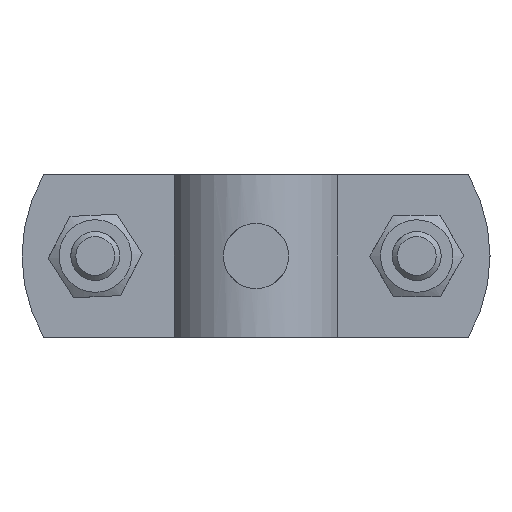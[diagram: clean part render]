
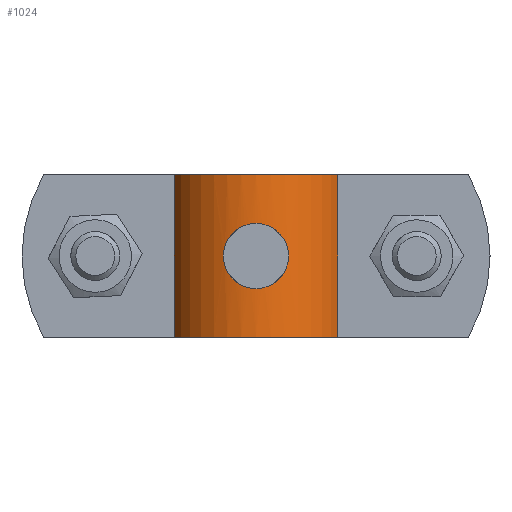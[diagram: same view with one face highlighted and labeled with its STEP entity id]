
A CAD part, front view. The second image highlights one B-rep face of the part: STEP entity #1024.
In plain terms, the highlighted cylindrical face has radius 11 mm (diameter 22 mm), a partial arc.
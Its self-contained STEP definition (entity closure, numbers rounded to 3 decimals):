
#588=CARTESIAN_POINT('',(4.,10.247,0.));
#589=VERTEX_POINT('',#588);
#590=CARTESIAN_POINT('',(4.,10.247,0.));
#591=CARTESIAN_POINT('',(4.,10.247,0.455));
#592=CARTESIAN_POINT('',(3.918,10.28,0.936));
#593=CARTESIAN_POINT('',(3.753,10.34,1.385));
#594=CARTESIAN_POINT('',(3.602,10.395,1.793));
#595=CARTESIAN_POINT('',(3.383,10.471,2.176));
#596=CARTESIAN_POINT('',(3.119,10.548,2.504));
#597=CARTESIAN_POINT('',(2.94,10.601,2.727));
#598=CARTESIAN_POINT('',(2.747,10.654,2.922));
#599=CARTESIAN_POINT('',(2.525,10.706,3.102));
#600=CARTESIAN_POINT('',(2.156,10.793,3.403));
#601=CARTESIAN_POINT('',(1.714,10.876,3.648));
#602=CARTESIAN_POINT('',(1.245,10.929,3.801));
#603=CARTESIAN_POINT('',(0.887,10.97,3.919));
#604=CARTESIAN_POINT('',(0.513,10.994,3.984));
#605=CARTESIAN_POINT('',(0.151,10.999,3.997));
#606=CARTESIAN_POINT('',(-0.037,11.002,4.004));
#607=CARTESIAN_POINT('',(-0.223,10.999,3.998));
#608=CARTESIAN_POINT('',(-0.413,10.992,3.979));
#609=CARTESIAN_POINT('',(-0.895,10.974,3.929));
#610=CARTESIAN_POINT('',(-1.384,10.922,3.785));
#611=CARTESIAN_POINT('',(-1.824,10.848,3.56));
#612=CARTESIAN_POINT('',(-2.157,10.792,3.389));
#613=CARTESIAN_POINT('',(-2.462,10.724,3.173));
#614=CARTESIAN_POINT('',(-2.722,10.658,2.931));
#615=CARTESIAN_POINT('',(-2.864,10.622,2.799));
#616=CARTESIAN_POINT('',(-2.994,10.586,2.66));
#617=CARTESIAN_POINT('',(-3.117,10.549,2.507));
#618=CARTESIAN_POINT('',(-3.422,10.459,2.128));
#619=CARTESIAN_POINT('',(-3.667,10.372,1.675));
#620=CARTESIAN_POINT('',(-3.817,10.316,1.195));
#621=CARTESIAN_POINT('',(-3.907,10.283,0.909));
#622=CARTESIAN_POINT('',(-3.963,10.261,0.614));
#623=CARTESIAN_POINT('',(-3.987,10.252,0.323));
#624=CARTESIAN_POINT('',(-4.008,10.244,0.064));
#625=CARTESIAN_POINT('',(-4.004,10.245,-0.189));
#626=CARTESIAN_POINT('',(-3.975,10.257,-0.448));
#627=CARTESIAN_POINT('',(-3.921,10.277,-0.922));
#628=CARTESIAN_POINT('',(-3.778,10.334,-1.4));
#629=CARTESIAN_POINT('',(-3.556,10.409,-1.831));
#630=CARTESIAN_POINT('',(-3.363,10.475,-2.207));
#631=CARTESIAN_POINT('',(-3.11,10.555,-2.547));
#632=CARTESIAN_POINT('',(-2.829,10.63,-2.828));
#633=CARTESIAN_POINT('',(-2.693,10.666,-2.964));
#634=CARTESIAN_POINT('',(-2.543,10.703,-3.094));
#635=CARTESIAN_POINT('',(-2.382,10.739,-3.213));
#636=CARTESIAN_POINT('',(-1.995,10.825,-3.5));
#637=CARTESIAN_POINT('',(-1.541,10.902,-3.724));
#638=CARTESIAN_POINT('',(-1.066,10.948,-3.855));
#639=CARTESIAN_POINT('',(-0.768,10.977,-3.938));
#640=CARTESIAN_POINT('',(-0.463,10.994,-3.984));
#641=CARTESIAN_POINT('',(-0.166,10.999,-3.997));
#642=CARTESIAN_POINT('',(0.041,11.002,-4.005));
#643=CARTESIAN_POINT('',(0.246,10.999,-3.998));
#644=CARTESIAN_POINT('',(0.455,10.991,-3.974));
#645=CARTESIAN_POINT('',(0.936,10.971,-3.919));
#646=CARTESIAN_POINT('',(1.422,10.917,-3.771));
#647=CARTESIAN_POINT('',(1.858,10.842,-3.542));
#648=CARTESIAN_POINT('',(2.118,10.797,-3.406));
#649=CARTESIAN_POINT('',(2.362,10.746,-3.241));
#650=CARTESIAN_POINT('',(2.579,10.693,-3.058));
#651=CARTESIAN_POINT('',(2.771,10.647,-2.895));
#652=CARTESIAN_POINT('',(2.942,10.601,-2.722));
#653=CARTESIAN_POINT('',(3.101,10.554,-2.526));
#654=CARTESIAN_POINT('',(3.403,10.465,-2.156));
#655=CARTESIAN_POINT('',(3.647,10.379,-1.715));
#656=CARTESIAN_POINT('',(3.801,10.322,-1.245));
#657=CARTESIAN_POINT('',(3.935,10.273,-0.837));
#658=CARTESIAN_POINT('',(4.0,10.247,-0.409));
#659=CARTESIAN_POINT('',(4.0,10.247,0.0));
#660=B_SPLINE_CURVE_WITH_KNOTS('',3,(#590,#591,#592,#593,#594,#595,#596,#597,#598,#599,#600,#601,#602,#603,#604,#605,#606,#607,#608,#609,#610,#611,#612,#613,#614,#615,#616,#617,#618,#619,#620,#621,#622,#623,#624,#625,#626,#627,#628,#629,#630,#631,#632,#633,#634,#635,#636,#637,#638,#639,#640,#641,#642,#643,#644,#645,#646,#647,#648,#649,#650,#651,#652,#653,#654,#655,#656,#657,#658,#659),.UNSPECIFIED.,.T.,.U.,(4,3,3,3,3,3,3,3,3,3,3,3,3,3,3,3,3,3,3,3,3,3,3,4),(0.0,0.137,0.261,0.345,0.486,0.594,0.65,0.791,0.898,0.956,1.1,1.186,1.262,1.401,1.522,1.581,1.722,1.81,1.871,2.012,2.097,2.171,2.313,2.435),.UNSPECIFIED.);
#661=EDGE_CURVE('',#589,#589,#660,.T.);
#842=CARTESIAN_POINT('',(10.037,4.5,10.0));
#843=VERTEX_POINT('',#842);
#850=CARTESIAN_POINT('',(-10.037,4.5,10.0));
#851=VERTEX_POINT('',#850);
#852=CARTESIAN_POINT('',(0.0,0.0,10.0));
#853=DIRECTION('',(0.0,0.0,-1.));
#854=DIRECTION('',(-0.912,-0.409,0.0));
#855=AXIS2_PLACEMENT_3D('',#852,#853,#854);
#856=CIRCLE('',#855,11.);
#857=EDGE_CURVE('',#851,#843,#856,.T.);
#897=CARTESIAN_POINT('',(10.037,4.5,-10.0));
#898=VERTEX_POINT('',#897);
#905=CARTESIAN_POINT('',(10.037,4.5,10.0));
#906=DIRECTION('',(0.0,0.0,-1.0));
#907=VECTOR('',#906,20.0);
#908=LINE('',#905,#907);
#909=EDGE_CURVE('',#843,#898,#908,.T.);
#986=CARTESIAN_POINT('',(-10.037,4.5,-10.0));
#987=VERTEX_POINT('',#986);
#994=CARTESIAN_POINT('',(0.0,0.0,-10.0));
#995=DIRECTION('',(0.0,0.0,1.));
#996=DIRECTION('',(-0.912,-0.409,0.0));
#997=AXIS2_PLACEMENT_3D('',#994,#995,#996);
#998=CIRCLE('',#997,11.);
#999=EDGE_CURVE('',#898,#987,#998,.T.);
#1005=CARTESIAN_POINT('',(0.0,0.0,0.0));
#1006=DIRECTION('',(0.0,0.0,1.0));
#1007=DIRECTION('',(-0.912,-0.409,0.0));
#1008=AXIS2_PLACEMENT_3D('',#1005,#1006,#1007);
#1009=CYLINDRICAL_SURFACE('',#1008,11.);
#1010=ORIENTED_EDGE('',*,*,#857,.T.);
#1011=ORIENTED_EDGE('',*,*,#909,.T.);
#1012=ORIENTED_EDGE('',*,*,#999,.T.);
#1013=CARTESIAN_POINT('',(-10.037,4.5,10.0));
#1014=DIRECTION('',(0.0,0.0,-1.0));
#1015=VECTOR('',#1014,20.0);
#1016=LINE('',#1013,#1015);
#1017=EDGE_CURVE('',#851,#987,#1016,.T.);
#1018=ORIENTED_EDGE('',*,*,#1017,.F.);
#1019=EDGE_LOOP('',(#1010,#1011,#1012,#1018));
#1020=FACE_OUTER_BOUND('',#1019,.T.);
#1021=ORIENTED_EDGE('',*,*,#661,.T.);
#1022=EDGE_LOOP('',(#1021));
#1023=FACE_BOUND('',#1022,.T.);
#1024=ADVANCED_FACE('',(#1020,#1023),#1009,.T.);
